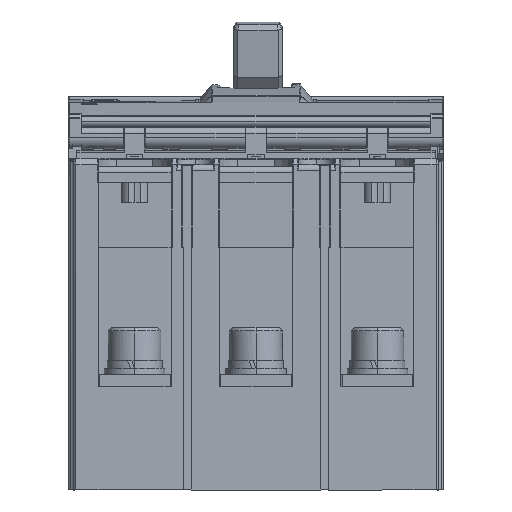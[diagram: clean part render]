
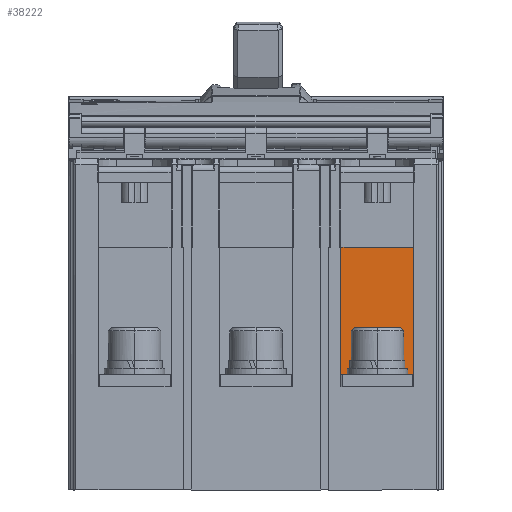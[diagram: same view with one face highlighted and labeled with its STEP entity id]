
A CAD part, front view. The second image highlights one B-rep face of the part: STEP entity #38222.
In plain terms, the highlighted face is planar.
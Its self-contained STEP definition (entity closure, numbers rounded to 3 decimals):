
#510 = CARTESIAN_POINT ( 'NONE',  ( 85.25, 25.5, -17.8 ) ) ;
#2366 = CARTESIAN_POINT ( 'NONE',  ( 74.866, 26., -17.8 ) ) ;
#2998 = CARTESIAN_POINT ( 'NONE',  ( 85.25, 60., -17.8 ) ) ;
#3225 = EDGE_CURVE ( 'NONE', #112501, #110489, #29982, .T. ) ;
#7666 = CARTESIAN_POINT ( 'NONE',  ( 71.661, 25.5, -17.8 ) ) ;
#8348 = CARTESIAN_POINT ( 'NONE',  ( 74.866, 25.833, -17.8 ) ) ;
#10938 = EDGE_CURVE ( 'NONE', #91341, #78255, #104422, .T. ) ;
#11108 = CARTESIAN_POINT ( 'NONE',  ( 85.25, 60., -17.8 ) ) ;
#13359 = EDGE_CURVE ( 'NONE', #90675, #54452, #91979, .T. ) ;
#14728 = CARTESIAN_POINT ( 'NONE',  ( 65.25, 25.5, -17.8 ) ) ;
#16198 = EDGE_CURVE ( 'NONE', #83948, #105691, #55314, .T. ) ;
#17386 = B_SPLINE_CURVE_WITH_KNOTS ( 'NONE', 3,
 ( #128303, #87210, #128962, #108416 ),
 .UNSPECIFIED., .F., .F.,
 ( 4, 4 ),
 ( 0., 1. ),
 .UNSPECIFIED. ) ;
#19423 = CARTESIAN_POINT ( 'NONE',  ( 78.961, 28.5, -17.8 ) ) ;
#20535 = EDGE_CURVE ( 'NONE', #54452, #107003, #42944, .T. ) ;
#21290 = CARTESIAN_POINT ( 'NONE',  ( 72.631, 26., -17.8 ) ) ;
#22558 = CARTESIAN_POINT ( 'NONE',  ( 68.161, 28.5, -17.8 ) ) ;
#24966 = CARTESIAN_POINT ( 'NONE',  ( 65.25, 25.5, -17.8 ) ) ;
#25119 = VERTEX_POINT ( 'NONE', #2366 ) ;
#28628 = ORIENTED_EDGE ( 'NONE', *, *, #20535, .F. ) ;
#28891 = AXIS2_PLACEMENT_3D ( 'NONE', #122207, #47658, #109881 ) ;
#29257 = ORIENTED_EDGE ( 'NONE', *, *, #80914, .F. ) ;
#29982 = B_SPLINE_CURVE_WITH_KNOTS ( 'NONE', 3,
 ( #93900, #43971, #86335, #45321 ),
 .UNSPECIFIED., .F., .F.,
 ( 4, 4 ),
 ( 0., 1. ),
 .UNSPECIFIED. ) ;
#32343 = CARTESIAN_POINT ( 'NONE',  ( 68.161, 28.5, -17.8 ) ) ;
#33417 = EDGE_CURVE ( 'NONE', #25119, #90675, #59662, .T. ) ;
#34194 = CARTESIAN_POINT ( 'NONE',  ( 74.866, 25.5, -17.8 ) ) ;
#36872 = ORIENTED_EDGE ( 'NONE', *, *, #16198, .F. ) ;
#38222 = ADVANCED_FACE ( 'NONE', ( #58603 ), #38736, .F. ) ;
#38531 = CARTESIAN_POINT ( 'NONE',  ( 84.361, 25.5, -17.8 ) ) ;
#38736 = PLANE ( 'NONE',  #28891 ) ;
#39065 = ORIENTED_EDGE ( 'NONE', *, *, #13359, .F. ) ;
#42944 = B_SPLINE_CURVE_WITH_KNOTS ( 'NONE', 3,
 ( #14728, #127581, #56411, #65333 ),
 .UNSPECIFIED., .F., .F.,
 ( 4, 4 ),
 ( 0., 1. ),
 .UNSPECIFIED. ) ;
#43249 = CARTESIAN_POINT ( 'NONE',  ( 84.361, 25.5, -17.8 ) ) ;
#43515 = CARTESIAN_POINT ( 'NONE',  ( 65.25, 60., -17.8 ) ) ;
#43971 = CARTESIAN_POINT ( 'NONE',  ( 85.25, 37., -17.8 ) ) ;
#45321 = CARTESIAN_POINT ( 'NONE',  ( 85.25, 60., -17.8 ) ) ;
#47658 = DIRECTION ( 'NONE',  ( 0., 0., -1. ) ) ;
#50771 = CARTESIAN_POINT ( 'NONE',  ( 65.25, 60., -17.8 ) ) ;
#51459 = CARTESIAN_POINT ( 'NONE',  ( 78.583, 60., -17.8 ) ) ;
#54452 = VERTEX_POINT ( 'NONE', #59061 ) ;
#55314 = B_SPLINE_CURVE_WITH_KNOTS ( 'NONE', 3,
 ( #38531, #120653, #112391, #80907 ),
 .UNSPECIFIED., .F., .F.,
 ( 4, 4 ),
 ( 0., 1. ),
 .UNSPECIFIED. ) ;
#56007 = EDGE_CURVE ( 'NONE', #78255, #25119, #111762, .T. ) ;
#56411 = CARTESIAN_POINT ( 'NONE',  ( 65.25, 48.5, -17.8 ) ) ;
#57084 = CARTESIAN_POINT ( 'NONE',  ( 68.455, 25.5, -17.8 ) ) ;
#58603 = FACE_OUTER_BOUND ( 'NONE', #112759, .T. ) ;
#59061 = CARTESIAN_POINT ( 'NONE',  ( 65.25, 25.5, -17.8 ) ) ;
#59662 = B_SPLINE_CURVE_WITH_KNOTS ( 'NONE', 3,
 ( #60322, #8348, #113616, #34194 ),
 .UNSPECIFIED., .F., .F.,
 ( 4, 4 ),
 ( 0., 1. ),
 .UNSPECIFIED. ) ;
#60322 = CARTESIAN_POINT ( 'NONE',  ( 74.866, 26., -17.8 ) ) ;
#61034 = ORIENTED_EDGE ( 'NONE', *, *, #3225, .T. ) ;
#62160 = CARTESIAN_POINT ( 'NONE',  ( 84.361, 28.5, -17.8 ) ) ;
#65333 = CARTESIAN_POINT ( 'NONE',  ( 65.25, 60., -17.8 ) ) ;
#69078 = EDGE_CURVE ( 'NONE', #112501, #83948, #17386, .T. ) ;
#72598 = CARTESIAN_POINT ( 'NONE',  ( 68.161, 27.667, -17.8 ) ) ;
#73988 = ORIENTED_EDGE ( 'NONE', *, *, #10938, .F. ) ;
#77657 = ORIENTED_EDGE ( 'NONE', *, *, #33417, .F. ) ;
#78255 = VERTEX_POINT ( 'NONE', #96182 ) ;
#80907 = CARTESIAN_POINT ( 'NONE',  ( 84.361, 28.5, -17.8 ) ) ;
#80914 = EDGE_CURVE ( 'NONE', #105691, #91341, #87595, .T. ) ;
#81615 = CARTESIAN_POINT ( 'NONE',  ( 84.361, 28.5, -17.8 ) ) ;
#83948 = VERTEX_POINT ( 'NONE', #43249 ) ;
#85917 = ORIENTED_EDGE ( 'NONE', *, *, #56007, .F. ) ;
#86335 = CARTESIAN_POINT ( 'NONE',  ( 85.25, 48.5, -17.8 ) ) ;
#87210 = CARTESIAN_POINT ( 'NONE',  ( 84.954, 25.5, -17.8 ) ) ;
#87595 = B_SPLINE_CURVE_WITH_KNOTS ( 'NONE', 3,
 ( #81615, #19423, #113089, #32343 ),
 .UNSPECIFIED., .F., .F.,
 ( 4, 4 ),
 ( 0., 1. ),
 .UNSPECIFIED. ) ;
#87831 = CARTESIAN_POINT ( 'NONE',  ( 74.866, 25.5, -17.8 ) ) ;
#90675 = VERTEX_POINT ( 'NONE', #105082 ) ;
#91341 = VERTEX_POINT ( 'NONE', #22558 ) ;
#91979 = B_SPLINE_CURVE_WITH_KNOTS ( 'NONE', 3,
 ( #87831, #7666, #57084, #24966 ),
 .UNSPECIFIED., .F., .F.,
 ( 4, 4 ),
 ( 0., 1. ),
 .UNSPECIFIED. ) ;
#92377 = CARTESIAN_POINT ( 'NONE',  ( 68.161, 26., -17.8 ) ) ;
#93760 = CARTESIAN_POINT ( 'NONE',  ( 68.161, 28.5, -17.8 ) ) ;
#93900 = CARTESIAN_POINT ( 'NONE',  ( 85.25, 25.5, -17.8 ) ) ;
#96182 = CARTESIAN_POINT ( 'NONE',  ( 68.161, 26., -17.8 ) ) ;
#103338 = EDGE_CURVE ( 'NONE', #107003, #110489, #129381, .T. ) ;
#103427 = CARTESIAN_POINT ( 'NONE',  ( 71.917, 60., -17.8 ) ) ;
#104043 = CARTESIAN_POINT ( 'NONE',  ( 68.161, 26., -17.8 ) ) ;
#104422 = B_SPLINE_CURVE_WITH_KNOTS ( 'NONE', 3,
 ( #93760, #72598, #114307, #104043 ),
 .UNSPECIFIED., .F., .F.,
 ( 4, 4 ),
 ( 0., 1. ),
 .UNSPECIFIED. ) ;
#105082 = CARTESIAN_POINT ( 'NONE',  ( 74.866, 25.5, -17.8 ) ) ;
#105691 = VERTEX_POINT ( 'NONE', #62160 ) ;
#107003 = VERTEX_POINT ( 'NONE', #43515 ) ;
#108416 = CARTESIAN_POINT ( 'NONE',  ( 84.361, 25.5, -17.8 ) ) ;
#109881 = DIRECTION ( 'NONE',  ( 0., -1., 0. ) ) ;
#110489 = VERTEX_POINT ( 'NONE', #2998 ) ;
#111762 = B_SPLINE_CURVE_WITH_KNOTS ( 'NONE', 3,
 ( #92377, #132798, #21290, #134152 ),
 .UNSPECIFIED., .F., .F.,
 ( 4, 4 ),
 ( 0., 1. ),
 .UNSPECIFIED. ) ;
#112391 = CARTESIAN_POINT ( 'NONE',  ( 84.361, 27.5, -17.8 ) ) ;
#112501 = VERTEX_POINT ( 'NONE', #510 ) ;
#112759 = EDGE_LOOP ( 'NONE', ( #28628, #39065, #77657, #85917, #73988, #29257, #36872, #123165, #61034, #129539 ) ) ;
#113089 = CARTESIAN_POINT ( 'NONE',  ( 73.561, 28.5, -17.8 ) ) ;
#113616 = CARTESIAN_POINT ( 'NONE',  ( 74.866, 25.667, -17.8 ) ) ;
#114307 = CARTESIAN_POINT ( 'NONE',  ( 68.161, 26.833, -17.8 ) ) ;
#120653 = CARTESIAN_POINT ( 'NONE',  ( 84.361, 26.5, -17.8 ) ) ;
#122207 = CARTESIAN_POINT ( 'NONE',  ( 85.25, 76., -17.8 ) ) ;
#123165 = ORIENTED_EDGE ( 'NONE', *, *, #69078, .F. ) ;
#127581 = CARTESIAN_POINT ( 'NONE',  ( 65.25, 37., -17.8 ) ) ;
#128303 = CARTESIAN_POINT ( 'NONE',  ( 85.25, 25.5, -17.8 ) ) ;
#128962 = CARTESIAN_POINT ( 'NONE',  ( 84.657, 25.5, -17.8 ) ) ;
#129381 = B_SPLINE_CURVE_WITH_KNOTS ( 'NONE', 3,
 ( #50771, #103427, #51459, #11108 ),
 .UNSPECIFIED., .F., .F.,
 ( 4, 4 ),
 ( 0., 1. ),
 .UNSPECIFIED. ) ;
#129539 = ORIENTED_EDGE ( 'NONE', *, *, #103338, .F. ) ;
#132798 = CARTESIAN_POINT ( 'NONE',  ( 70.396, 26., -17.8 ) ) ;
#134152 = CARTESIAN_POINT ( 'NONE',  ( 74.866, 26., -17.8 ) ) ;
